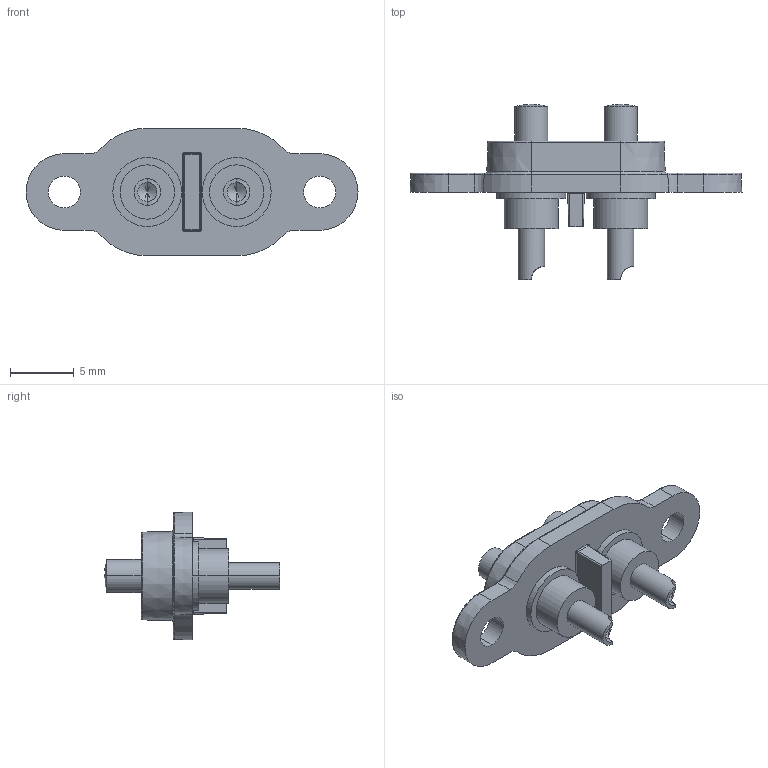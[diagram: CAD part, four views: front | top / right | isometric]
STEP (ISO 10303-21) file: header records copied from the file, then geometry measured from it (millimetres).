
FILE_DESCRIPTION (( 'STEP AP214' ), '1' );
FILE_NAME ('UEBK-30303.STEP', '2021-01-25T09:55:16', ( '' ), ( '' ), 'SwSTEP 2.0', 'SolidWorks 2020', '' );
FILE_SCHEMA (( 'AUTOMOTIVE_DESIGN' ));
Length unit declared in the file: millimetre
Products named in the file (3): UEBK-30304; UEBK-30303; UEBK-30303-Gehäuse
Assembly tree (3 placements, depth 2):
  UEBK-30303
    UEBK-30303-Gehäuse
    UEBK-30304  x2
Bounding box: 26 x 13.72 x 10 mm (x, y, z)
Volume: 639.5 mm3; surface area: 1015.6 mm2
Topology: 3 solids, 3 shells, 148 faces, 332 edges, 192 vertices
Faces by surface type: cylinder 60, cone 36, plane 26, bspline 18, torus 8
Entity records: 4484 total; most frequent: CARTESIAN_POINT 993, DIRECTION 550, ORIENTED_EDGE 512, EDGE_CURVE 256, AXIS2_PLACEMENT_3D 221, VERTEX_POINT 152, EDGE_LOOP 128, CIRCLE 119
